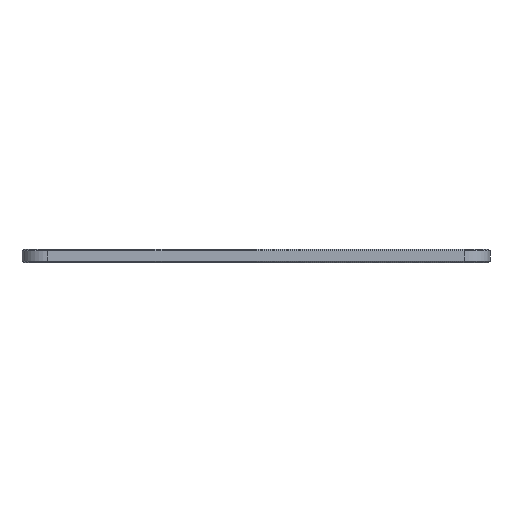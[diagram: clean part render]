
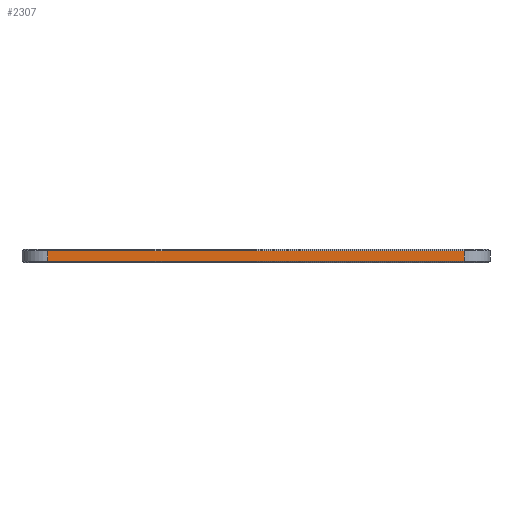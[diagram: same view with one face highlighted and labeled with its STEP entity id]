
A CAD part, left-side view. The second image highlights one B-rep face of the part: STEP entity #2307.
In plain terms, the highlighted planar face has unit normal (-1, 0, 0).
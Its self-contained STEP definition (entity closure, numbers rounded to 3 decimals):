
#101 = PLANE('',#102);
#102 = AXIS2_PLACEMENT_3D('',#103,#104,#105);
#103 = CARTESIAN_POINT('',(-6.1,100.,0.15));
#104 = DIRECTION('',(0.707,0.,0.707));
#105 = DIRECTION('',(0.,-1.,0.));
#887 = VERTEX_POINT('',#888);
#888 = CARTESIAN_POINT('',(-6.25,100.,0.3));
#903 = CYLINDRICAL_SURFACE('',#904,6.25);
#904 = AXIS2_PLACEMENT_3D('',#905,#906,#907);
#905 = CARTESIAN_POINT('',(0.,100.,0.));
#906 = DIRECTION('',(-0.,-0.,-1.));
#907 = DIRECTION('',(1.,0.,0.));
#996 = EDGE_CURVE('',#887,#997,#999,.T.);
#997 = VERTEX_POINT('',#998);
#998 = CARTESIAN_POINT('',(-6.25,0.,0.3));
#999 = SURFACE_CURVE('',#1000,(#1004,#1011),.PCURVE_S1.);
#1000 = LINE('',#1001,#1002);
#1001 = CARTESIAN_POINT('',(-6.25,100.,0.3));
#1002 = VECTOR('',#1003,1.);
#1003 = DIRECTION('',(-0.,-1.,-0.));
#1004 = PCURVE('',#101,#1005);
#1005 = DEFINITIONAL_REPRESENTATION('',(#1006),#1010);
#1006 = LINE('',#1007,#1008);
#1007 = CARTESIAN_POINT('',(0.,-0.212));
#1008 = VECTOR('',#1009,1.);
#1009 = DIRECTION('',(1.,0.));
#1010 = ( GEOMETRIC_REPRESENTATION_CONTEXT(2) 
PARAMETRIC_REPRESENTATION_CONTEXT() REPRESENTATION_CONTEXT('2D SPACE',''
  ) );
#1011 = PCURVE('',#1012,#1017);
#1012 = PLANE('',#1013);
#1013 = AXIS2_PLACEMENT_3D('',#1014,#1015,#1016);
#1014 = CARTESIAN_POINT('',(-6.25,0.,0.));
#1015 = DIRECTION('',(-1.,0.,0.));
#1016 = DIRECTION('',(0.,1.,0.));
#1017 = DEFINITIONAL_REPRESENTATION('',(#1018),#1022);
#1018 = LINE('',#1019,#1020);
#1019 = CARTESIAN_POINT('',(100.,-0.3));
#1020 = VECTOR('',#1021,1.);
#1021 = DIRECTION('',(-1.,0.));
#1022 = ( GEOMETRIC_REPRESENTATION_CONTEXT(2) 
PARAMETRIC_REPRESENTATION_CONTEXT() REPRESENTATION_CONTEXT('2D SPACE',''
  ) );
#1119 = CYLINDRICAL_SURFACE('',#1120,6.25);
#1120 = AXIS2_PLACEMENT_3D('',#1121,#1122,#1123);
#1121 = CARTESIAN_POINT('',(0.,0.,0.));
#1122 = DIRECTION('',(-0.,-0.,-1.));
#1123 = DIRECTION('',(1.,0.,0.));
#2203 = VERTEX_POINT('',#2204);
#2204 = CARTESIAN_POINT('',(-6.25,100.,2.825));
#2231 = EDGE_CURVE('',#887,#2203,#2232,.T.);
#2232 = SURFACE_CURVE('',#2233,(#2237,#2244),.PCURVE_S1.);
#2233 = LINE('',#2234,#2235);
#2234 = CARTESIAN_POINT('',(-6.25,100.,0.));
#2235 = VECTOR('',#2236,1.);
#2236 = DIRECTION('',(0.,0.,1.));
#2237 = PCURVE('',#903,#2238);
#2238 = DEFINITIONAL_REPRESENTATION('',(#2239),#2243);
#2239 = LINE('',#2240,#2241);
#2240 = CARTESIAN_POINT('',(-3.142,0.));
#2241 = VECTOR('',#2242,1.);
#2242 = DIRECTION('',(-0.,-1.));
#2243 = ( GEOMETRIC_REPRESENTATION_CONTEXT(2) 
PARAMETRIC_REPRESENTATION_CONTEXT() REPRESENTATION_CONTEXT('2D SPACE',''
  ) );
#2244 = PCURVE('',#1012,#2245);
#2245 = DEFINITIONAL_REPRESENTATION('',(#2246),#2250);
#2246 = LINE('',#2247,#2248);
#2247 = CARTESIAN_POINT('',(100.,0.));
#2248 = VECTOR('',#2249,1.);
#2249 = DIRECTION('',(0.,-1.));
#2250 = ( GEOMETRIC_REPRESENTATION_CONTEXT(2) 
PARAMETRIC_REPRESENTATION_CONTEXT() REPRESENTATION_CONTEXT('2D SPACE',''
  ) );
#2307 = ADVANCED_FACE('',(#2308),#1012,.T.);
#2308 = FACE_BOUND('',#2309,.T.);
#2309 = EDGE_LOOP('',(#2310,#2333,#2359,#2360));
#2310 = ORIENTED_EDGE('',*,*,#2311,.T.);
#2311 = EDGE_CURVE('',#997,#2312,#2314,.T.);
#2312 = VERTEX_POINT('',#2313);
#2313 = CARTESIAN_POINT('',(-6.25,0.,2.825));
#2314 = SURFACE_CURVE('',#2315,(#2319,#2326),.PCURVE_S1.);
#2315 = LINE('',#2316,#2317);
#2316 = CARTESIAN_POINT('',(-6.25,0.,0.));
#2317 = VECTOR('',#2318,1.);
#2318 = DIRECTION('',(0.,0.,1.));
#2319 = PCURVE('',#1012,#2320);
#2320 = DEFINITIONAL_REPRESENTATION('',(#2321),#2325);
#2321 = LINE('',#2322,#2323);
#2322 = CARTESIAN_POINT('',(0.,0.));
#2323 = VECTOR('',#2324,1.);
#2324 = DIRECTION('',(0.,-1.));
#2325 = ( GEOMETRIC_REPRESENTATION_CONTEXT(2) 
PARAMETRIC_REPRESENTATION_CONTEXT() REPRESENTATION_CONTEXT('2D SPACE',''
  ) );
#2326 = PCURVE('',#1119,#2327);
#2327 = DEFINITIONAL_REPRESENTATION('',(#2328),#2332);
#2328 = LINE('',#2329,#2330);
#2329 = CARTESIAN_POINT('',(-3.142,0.));
#2330 = VECTOR('',#2331,1.);
#2331 = DIRECTION('',(-0.,-1.));
#2332 = ( GEOMETRIC_REPRESENTATION_CONTEXT(2) 
PARAMETRIC_REPRESENTATION_CONTEXT() REPRESENTATION_CONTEXT('2D SPACE',''
  ) );
#2333 = ORIENTED_EDGE('',*,*,#2334,.F.);
#2334 = EDGE_CURVE('',#2203,#2312,#2335,.T.);
#2335 = SURFACE_CURVE('',#2336,(#2340,#2347),.PCURVE_S1.);
#2336 = LINE('',#2337,#2338);
#2337 = CARTESIAN_POINT('',(-6.25,100.,2.825));
#2338 = VECTOR('',#2339,1.);
#2339 = DIRECTION('',(-0.,-1.,-0.));
#2340 = PCURVE('',#1012,#2341);
#2341 = DEFINITIONAL_REPRESENTATION('',(#2342),#2346);
#2342 = LINE('',#2343,#2344);
#2343 = CARTESIAN_POINT('',(100.,-2.825));
#2344 = VECTOR('',#2345,1.);
#2345 = DIRECTION('',(-1.,0.));
#2346 = ( GEOMETRIC_REPRESENTATION_CONTEXT(2) 
PARAMETRIC_REPRESENTATION_CONTEXT() REPRESENTATION_CONTEXT('2D SPACE',''
  ) );
#2347 = PCURVE('',#2348,#2353);
#2348 = PLANE('',#2349);
#2349 = AXIS2_PLACEMENT_3D('',#2350,#2351,#2352);
#2350 = CARTESIAN_POINT('',(-6.1,100.,2.975));
#2351 = DIRECTION('',(-0.707,0.,0.707
    ));
#2352 = DIRECTION('',(0.,-1.,0.));
#2353 = DEFINITIONAL_REPRESENTATION('',(#2354),#2358);
#2354 = LINE('',#2355,#2356);
#2355 = CARTESIAN_POINT('',(0.,-0.212));
#2356 = VECTOR('',#2357,1.);
#2357 = DIRECTION('',(1.,0.));
#2358 = ( GEOMETRIC_REPRESENTATION_CONTEXT(2) 
PARAMETRIC_REPRESENTATION_CONTEXT() REPRESENTATION_CONTEXT('2D SPACE',''
  ) );
#2359 = ORIENTED_EDGE('',*,*,#2231,.F.);
#2360 = ORIENTED_EDGE('',*,*,#996,.T.);
